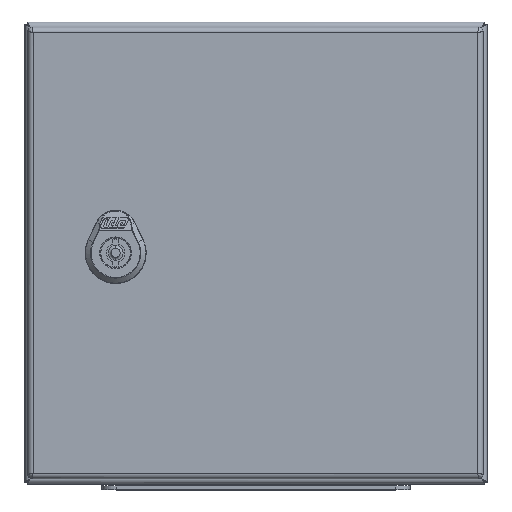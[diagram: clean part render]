
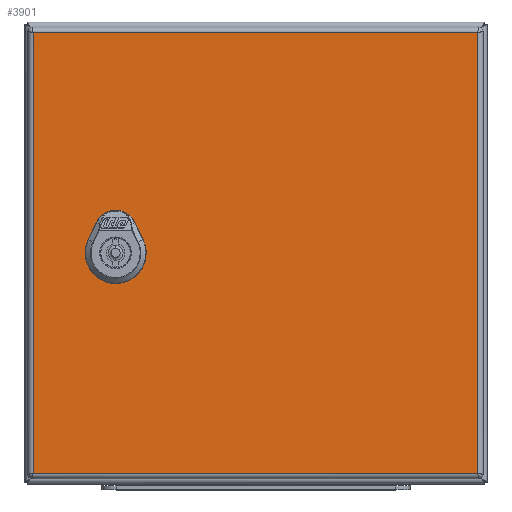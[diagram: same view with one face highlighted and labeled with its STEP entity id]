
A CAD part, top view. The second image highlights one B-rep face of the part: STEP entity #3901.
In plain terms, the highlighted face is planar.
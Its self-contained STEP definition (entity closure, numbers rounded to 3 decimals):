
#726=FACE_BOUND('',#6053,.T.);
#727=FACE_BOUND('',#6054,.T.);
#3901=ADVANCED_FACE('',(#726,#727),#4578,.F.);
#4578=PLANE('',#18083);
#6053=EDGE_LOOP('',(#9594,#9595,#9596,#9597,#9598,#9599,#9600,#9601));
#6054=EDGE_LOOP('',(#9602,#9603,#9604,#9605));
#6922=CIRCLE('',#18079,11.25);
#6923=CIRCLE('',#18080,11.25);
#6924=CIRCLE('',#18081,11.25);
#6925=CIRCLE('',#18082,11.25);
#9594=ORIENTED_EDGE('',*,*,#14137,.T.);
#9595=ORIENTED_EDGE('',*,*,#14138,.T.);
#9596=ORIENTED_EDGE('',*,*,#14139,.T.);
#9597=ORIENTED_EDGE('',*,*,#14140,.T.);
#9598=ORIENTED_EDGE('',*,*,#14141,.T.);
#9599=ORIENTED_EDGE('',*,*,#14142,.T.);
#9600=ORIENTED_EDGE('',*,*,#14143,.T.);
#9601=ORIENTED_EDGE('',*,*,#14144,.T.);
#9602=ORIENTED_EDGE('',*,*,#14145,.T.);
#9603=ORIENTED_EDGE('',*,*,#14146,.T.);
#9604=ORIENTED_EDGE('',*,*,#14147,.T.);
#9605=ORIENTED_EDGE('',*,*,#14148,.T.);
#12436=VERTEX_POINT('',#32562);
#12437=VERTEX_POINT('',#32563);
#12438=VERTEX_POINT('',#32565);
#12439=VERTEX_POINT('',#32567);
#12440=VERTEX_POINT('',#32569);
#12441=VERTEX_POINT('',#32571);
#12442=VERTEX_POINT('',#32573);
#12443=VERTEX_POINT('',#32575);
#12444=VERTEX_POINT('',#32578);
#12445=VERTEX_POINT('',#32579);
#12446=VERTEX_POINT('',#32581);
#12447=VERTEX_POINT('',#32583);
#14137=EDGE_CURVE('',#12436,#12437,#15726,.T.);
#14138=EDGE_CURVE('',#12437,#12438,#6922,.T.);
#14139=EDGE_CURVE('',#12438,#12439,#15727,.T.);
#14140=EDGE_CURVE('',#12439,#12440,#6923,.T.);
#14141=EDGE_CURVE('',#12440,#12441,#15728,.T.);
#14142=EDGE_CURVE('',#12441,#12442,#6924,.T.);
#14143=EDGE_CURVE('',#12442,#12443,#15729,.T.);
#14144=EDGE_CURVE('',#12443,#12436,#6925,.T.);
#14145=EDGE_CURVE('',#12444,#12445,#15730,.T.);
#14146=EDGE_CURVE('',#12445,#12446,#15731,.T.);
#14147=EDGE_CURVE('',#12446,#12447,#15732,.T.);
#14148=EDGE_CURVE('',#12447,#12444,#15733,.T.);
#15726=LINE('',#32561,#16832);
#15727=LINE('',#32566,#16833);
#15728=LINE('',#32570,#16834);
#15729=LINE('',#32574,#16835);
#15730=LINE('',#32577,#16836);
#15731=LINE('',#32580,#16837);
#15732=LINE('',#32582,#16838);
#15733=LINE('',#32584,#16839);
#16832=VECTOR('',#20636,1.);
#16833=VECTOR('',#20639,1.);
#16834=VECTOR('',#20642,1.);
#16835=VECTOR('',#20645,1.);
#16836=VECTOR('',#20648,1.);
#16837=VECTOR('',#20649,1.);
#16838=VECTOR('',#20650,1.);
#16839=VECTOR('',#20651,1.);
#18079=AXIS2_PLACEMENT_3D('',#32564,#20637,#20638);
#18080=AXIS2_PLACEMENT_3D('',#32568,#20640,#20641);
#18081=AXIS2_PLACEMENT_3D('',#32572,#20643,#20644);
#18082=AXIS2_PLACEMENT_3D('',#32576,#20646,#20647);
#18083=AXIS2_PLACEMENT_3D('',#32585,#20652,#20653);
#20636=DIRECTION('',(-1.,0.,0.));
#20637=DIRECTION('',(0.,0.,1.));
#20638=DIRECTION('',(1.,0.,0.));
#20639=DIRECTION('',(0.,-1.,0.));
#20640=DIRECTION('',(0.,0.,1.));
#20641=DIRECTION('',(1.,0.,0.));
#20642=DIRECTION('',(1.,0.,0.));
#20643=DIRECTION('',(0.,0.,1.));
#20644=DIRECTION('',(1.,0.,0.));
#20645=DIRECTION('',(0.,1.,0.));
#20646=DIRECTION('',(0.,0.,1.));
#20647=DIRECTION('',(1.,0.,0.));
#20648=DIRECTION('',(0.,1.,0.));
#20649=DIRECTION('',(1.,0.,0.));
#20650=DIRECTION('',(0.,-1.,0.));
#20651=DIRECTION('',(-1.,0.,0.));
#20652=DIRECTION('',(0.,0.,1.));
#20653=DIRECTION('',(-1.,0.,0.));
#32561=CARTESIAN_POINT('',(-120.65,10.2,0.));
#32562=CARTESIAN_POINT('',(80.396,10.2,0.));
#32563=CARTESIAN_POINT('',(70.904,10.2,0.));
#32564=CARTESIAN_POINT('',(75.65,0.,0.));
#32565=CARTESIAN_POINT('',(65.45,4.746,0.));
#32566=CARTESIAN_POINT('',(65.45,-119.7,0.));
#32567=CARTESIAN_POINT('',(65.45,-4.746,0.));
#32568=CARTESIAN_POINT('',(75.65,0.,0.));
#32569=CARTESIAN_POINT('',(70.904,-10.2,0.));
#32570=CARTESIAN_POINT('',(-120.65,-10.2,0.));
#32571=CARTESIAN_POINT('',(80.396,-10.2,0.));
#32572=CARTESIAN_POINT('',(75.65,0.,0.));
#32573=CARTESIAN_POINT('',(85.85,-4.746,0.));
#32574=CARTESIAN_POINT('',(85.85,-119.7,0.));
#32575=CARTESIAN_POINT('',(85.85,4.746,0.));
#32576=CARTESIAN_POINT('',(75.65,0.,0.));
#32577=CARTESIAN_POINT('',(-120.35,-119.7,0.));
#32578=CARTESIAN_POINT('',(-120.35,-119.4,0.));
#32579=CARTESIAN_POINT('',(-120.35,119.4,0.));
#32580=CARTESIAN_POINT('',(-120.65,119.4,0.));
#32581=CARTESIAN_POINT('',(120.35,119.4,0.));
#32582=CARTESIAN_POINT('',(120.35,-119.7,0.));
#32583=CARTESIAN_POINT('',(120.35,-119.4,0.));
#32584=CARTESIAN_POINT('',(-120.65,-119.4,0.));
#32585=CARTESIAN_POINT('',(-120.65,-119.7,0.));
